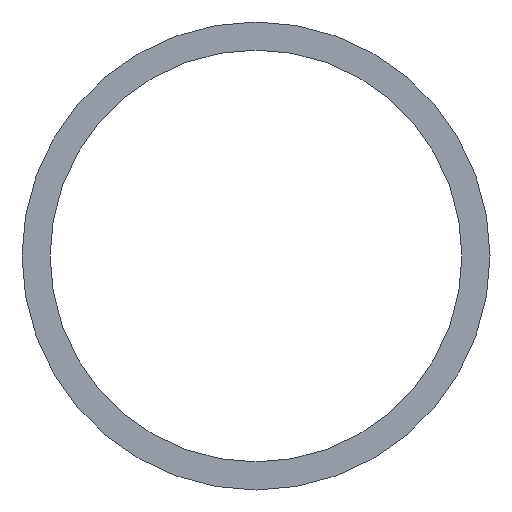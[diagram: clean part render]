
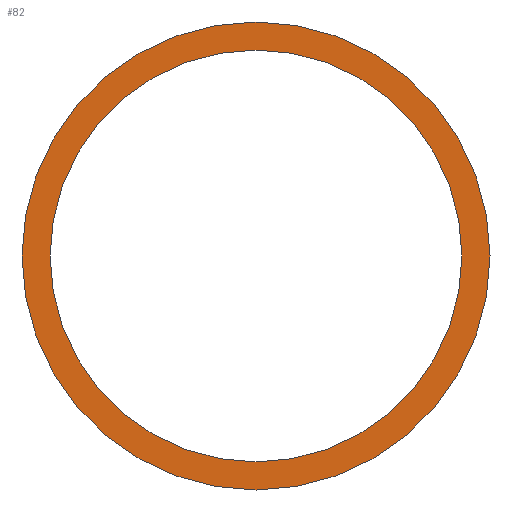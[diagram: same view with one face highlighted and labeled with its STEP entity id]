
A CAD part, front view. The second image highlights one B-rep face of the part: STEP entity #82.
In plain terms, the highlighted planar face has unit normal (0, -1, 0).
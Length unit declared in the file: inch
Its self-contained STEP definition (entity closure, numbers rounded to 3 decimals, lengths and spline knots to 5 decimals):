
#2 = ORIENTED_EDGE ( 'NONE', *, *, #44, .F. ) ;
#10 = VERTEX_POINT ( 'NONE', #19 ) ;
#16 = DIRECTION ( 'NONE',  ( 0., 1., 0. ) ) ;
#19 = CARTESIAN_POINT ( 'NONE',  ( 0., 0., 0.43985 ) ) ;
#22 = CIRCLE ( 'NONE', #181, 0.43985 ) ;
#24 = ORIENTED_EDGE ( 'NONE', *, *, #209, .T. ) ;
#26 = VERTEX_POINT ( 'NONE', #133 ) ;
#33 = EDGE_LOOP ( 'NONE', ( #2, #70 ) ) ;
#34 = EDGE_LOOP ( 'NONE', ( #167, #24 ) ) ;
#35 = CARTESIAN_POINT ( 'NONE',  ( 0., 0., 0. ) ) ;
#38 = CIRCLE ( 'NONE', #177, 0.43985 ) ;
#42 = CARTESIAN_POINT ( 'NONE',  ( 0., 0., -0.49985 ) ) ;
#44 = EDGE_CURVE ( 'NONE', #240, #26, #101, .T. ) ;
#55 = FACE_BOUND ( 'NONE', #34, .T. ) ;
#70 = ORIENTED_EDGE ( 'NONE', *, *, #89, .F. ) ;
#76 = FACE_OUTER_BOUND ( 'NONE', #33, .T. ) ;
#79 = CARTESIAN_POINT ( 'NONE',  ( 0., 0., -0.43985 ) ) ;
#82 = ADVANCED_FACE ( 'NONE', ( #76, #55 ), #238, .F. ) ;
#83 = DIRECTION ( 'NONE',  ( 0., 1., 0. ) ) ;
#89 = EDGE_CURVE ( 'NONE', #26, #240, #159, .T. ) ;
#101 = CIRCLE ( 'NONE', #202, 0.49985 ) ;
#104 = DIRECTION ( 'NONE',  ( 0., 1., 0. ) ) ;
#133 = CARTESIAN_POINT ( 'NONE',  ( 0., 0., 0.49985 ) ) ;
#135 = CARTESIAN_POINT ( 'NONE',  ( 0., 0., 0. ) ) ;
#136 = DIRECTION ( 'NONE',  ( 0., 0., 1. ) ) ;
#137 = DIRECTION ( 'NONE',  ( 0., 0., 1. ) ) ;
#140 = CARTESIAN_POINT ( 'NONE',  ( 0., 0., 0. ) ) ;
#142 = DIRECTION ( 'NONE',  ( 0., 0., 1. ) ) ;
#145 = DIRECTION ( 'NONE',  ( 0., 1., 0. ) ) ;
#159 = CIRCLE ( 'NONE', #189, 0.49985 ) ;
#167 = ORIENTED_EDGE ( 'NONE', *, *, #220, .T. ) ;
#177 = AXIS2_PLACEMENT_3D ( 'NONE', #140, #249, #250 ) ;
#181 = AXIS2_PLACEMENT_3D ( 'NONE', #182, #145, #142 ) ;
#182 = CARTESIAN_POINT ( 'NONE',  ( 0., 0., 0. ) ) ;
#187 = AXIS2_PLACEMENT_3D ( 'NONE', #204, #83, #193 ) ;
#189 = AXIS2_PLACEMENT_3D ( 'NONE', #35, #16, #136 ) ;
#193 = DIRECTION ( 'NONE',  ( 0., 0., 1. ) ) ;
#201 = VERTEX_POINT ( 'NONE', #79 ) ;
#202 = AXIS2_PLACEMENT_3D ( 'NONE', #135, #104, #137 ) ;
#204 = CARTESIAN_POINT ( 'NONE',  ( 0., 0., 0. ) ) ;
#209 = EDGE_CURVE ( 'NONE', #10, #201, #38, .T. ) ;
#220 = EDGE_CURVE ( 'NONE', #201, #10, #22, .T. ) ;
#238 = PLANE ( 'NONE',  #187 ) ;
#240 = VERTEX_POINT ( 'NONE', #42 ) ;
#249 = DIRECTION ( 'NONE',  ( 0., 1., 0. ) ) ;
#250 = DIRECTION ( 'NONE',  ( 0., 0., 1. ) ) ;
